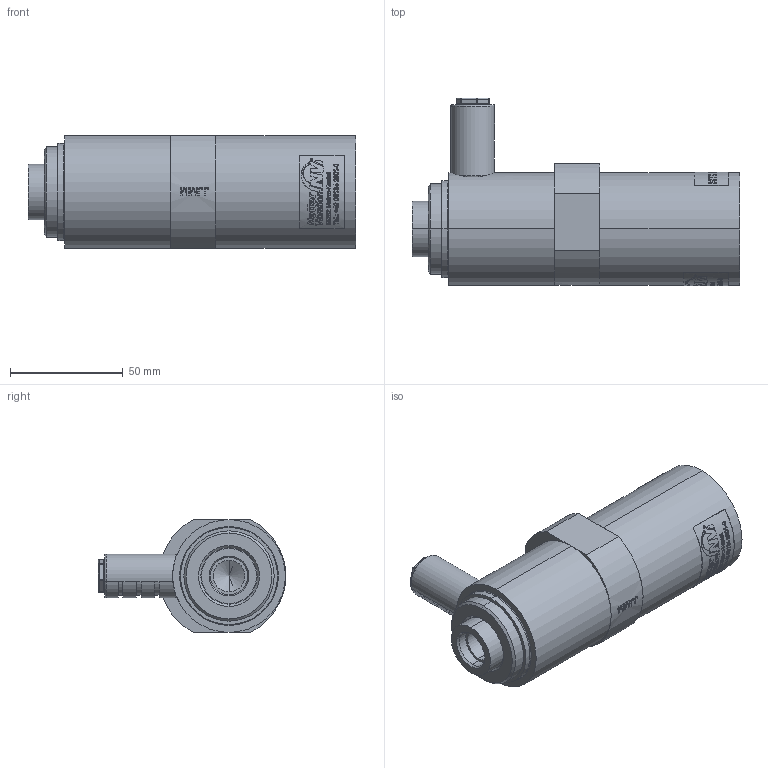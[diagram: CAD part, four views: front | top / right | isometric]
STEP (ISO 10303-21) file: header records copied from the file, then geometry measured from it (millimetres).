
FILE_DESCRIPTION (( 'STEP AP214' ), '1' );
FILE_NAME ('NTK 25 AL MG #033257001.STEP', '2023-04-26T06:30:56', ( '' ), ( '' ), 'SwSTEP 2.0', 'SolidWorks 2022', '' );
FILE_SCHEMA (( 'AUTOMOTIVE_DESIGN' ));
Length unit declared in the file: millimetre
Products named in the file (1): NTK 25 AL MG #033257001
Bounding box: 145 x 83.2 x 50 mm (x, y, z)
Volume: 274160.6 mm3; surface area: 61871.3 mm2
Topology: 7 solids, 7 shells, 341 faces, 1445 edges, 1217 vertices
Faces by surface type: cylinder 187, plane 83, bspline 26, cone 24, torus 13, sphere 8
Entity records: 26692 total; most frequent: CARTESIAN_POINT 14532, ORIENTED_EDGE 2866, DIRECTION 1805, EDGE_CURVE 1433, VERTEX_POINT 1217, AXIS2_PLACEMENT_3D 736, B_SPLINE_CURVE_WITH_KNOTS 676, EDGE_LOOP 460
